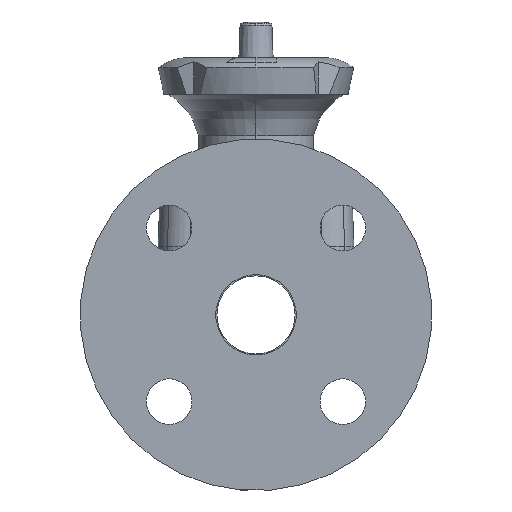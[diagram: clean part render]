
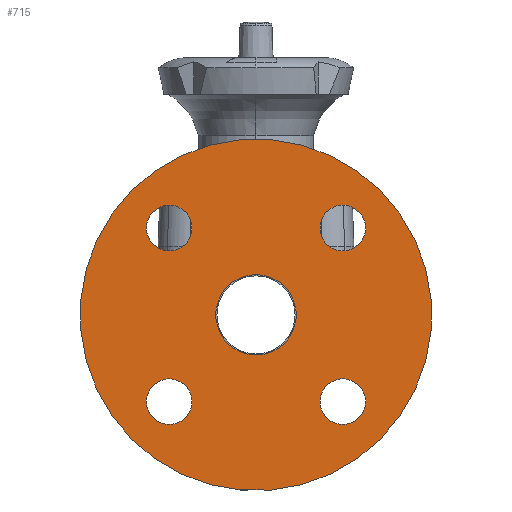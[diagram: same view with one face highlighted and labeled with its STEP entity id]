
A CAD part, left-side view. The second image highlights one B-rep face of the part: STEP entity #715.
In plain terms, the highlighted planar face has unit normal (-1, 0, 0).
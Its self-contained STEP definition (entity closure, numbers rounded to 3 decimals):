
#715=ADVANCED_FACE('',(#1417,#1418,#1419,#1420,#1421,#1422),#1423,.T.);
#1417=FACE_OUTER_BOUND('',#3285,.T.);
#1418=FACE_BOUND('',#3286,.T.);
#1419=FACE_BOUND('',#3287,.T.);
#1420=FACE_BOUND('',#3288,.T.);
#1421=FACE_BOUND('',#3289,.T.);
#1422=FACE_BOUND('',#3290,.T.);
#1423=PLANE('',#3291);
#3285=EDGE_LOOP('',(#5114,#5115));
#3286=EDGE_LOOP('',(#5116,#5117));
#3287=EDGE_LOOP('',(#5118,#5119));
#3288=EDGE_LOOP('',(#5120,#5121));
#3289=EDGE_LOOP('',(#5122,#5123));
#3290=EDGE_LOOP('',(#5124,#5125));
#3291=AXIS2_PLACEMENT_3D('',#5126,#5127,#5128);
#5114=ORIENTED_EDGE('',*,*,#5839,.T.);
#5115=ORIENTED_EDGE('',*,*,#5894,.T.);
#5116=ORIENTED_EDGE('',*,*,#5877,.T.);
#5117=ORIENTED_EDGE('',*,*,#5864,.T.);
#5118=ORIENTED_EDGE('',*,*,#5880,.T.);
#5119=ORIENTED_EDGE('',*,*,#5859,.T.);
#5120=ORIENTED_EDGE('',*,*,#5883,.T.);
#5121=ORIENTED_EDGE('',*,*,#5854,.T.);
#5122=ORIENTED_EDGE('',*,*,#5886,.T.);
#5123=ORIENTED_EDGE('',*,*,#5849,.T.);
#5124=ORIENTED_EDGE('',*,*,#5832,.F.);
#5125=ORIENTED_EDGE('',*,*,#5896,.F.);
#5126=CARTESIAN_POINT('',(-90.25,-11.632,-11.632));
#5127=DIRECTION('',(-1.0,0.0,0.0));
#5128=DIRECTION('',(0.0,-0.707,0.707));
#5832=EDGE_CURVE('',#6896,#6899,#6900,.T.);
#5839=EDGE_CURVE('',#6906,#6910,#6912,.T.);
#5849=EDGE_CURVE('',#6924,#6928,#6930,.T.);
#5854=EDGE_CURVE('',#6933,#6937,#6939,.T.);
#5859=EDGE_CURVE('',#6942,#6946,#6948,.T.);
#5864=EDGE_CURVE('',#6951,#6955,#6957,.T.);
#5877=EDGE_CURVE('',#6955,#6951,#6975,.T.);
#5880=EDGE_CURVE('',#6946,#6942,#6978,.T.);
#5883=EDGE_CURVE('',#6937,#6933,#6981,.T.);
#5886=EDGE_CURVE('',#6928,#6924,#6984,.T.);
#5894=EDGE_CURVE('',#6910,#6906,#6992,.T.);
#5896=EDGE_CURVE('',#6899,#6896,#6994,.T.);
#6896=VERTEX_POINT('',#8798);
#6899=VERTEX_POINT('',#8802);
#6900=CIRCLE('',#8803,16.45);
#6906=VERTEX_POINT('',#8810);
#6910=VERTEX_POINT('',#8815);
#6912=CIRCLE('',#8818,72.0);
#6924=VERTEX_POINT('',#8832);
#6928=VERTEX_POINT('',#8837);
#6930=CIRCLE('',#8840,9.35);
#6933=VERTEX_POINT('',#8843);
#6937=VERTEX_POINT('',#8848);
#6939=CIRCLE('',#8851,9.35);
#6942=VERTEX_POINT('',#8854);
#6946=VERTEX_POINT('',#8859);
#6948=CIRCLE('',#8862,9.35);
#6951=VERTEX_POINT('',#8865);
#6955=VERTEX_POINT('',#8870);
#6957=CIRCLE('',#8873,9.35);
#6975=CIRCLE('',#8893,9.35);
#6978=CIRCLE('',#8896,9.35);
#6981=CIRCLE('',#8899,9.35);
#6984=CIRCLE('',#8902,9.35);
#6992=CIRCLE('',#8910,72.0);
#6994=CIRCLE('',#8912,16.45);
#8798=CARTESIAN_POINT('',(-90.25,-11.632,-11.632));
#8802=CARTESIAN_POINT('',(-90.25,11.632,11.632));
#8803=AXIS2_PLACEMENT_3D('',#9785,#9786,#9787);
#8810=CARTESIAN_POINT('',(-90.25,-50.912,-50.912));
#8815=CARTESIAN_POINT('',(-90.25,50.912,50.912));
#8818=AXIS2_PLACEMENT_3D('',#9797,#9798,#9799);
#8832=CARTESIAN_POINT('',(-90.25,42.179,-42.179));
#8837=CARTESIAN_POINT('',(-90.25,28.956,-28.956));
#8840=AXIS2_PLACEMENT_3D('',#9813,#9814,#9815);
#8843=CARTESIAN_POINT('',(-90.25,-42.179,-42.179));
#8848=CARTESIAN_POINT('',(-90.25,-28.956,-28.956));
#8851=AXIS2_PLACEMENT_3D('',#9821,#9822,#9823);
#8854=CARTESIAN_POINT('',(-90.25,-42.179,42.179));
#8859=CARTESIAN_POINT('',(-90.25,-28.956,28.956));
#8862=AXIS2_PLACEMENT_3D('',#9829,#9830,#9831);
#8865=CARTESIAN_POINT('',(-90.25,42.179,42.179));
#8870=CARTESIAN_POINT('',(-90.25,28.956,28.956));
#8873=AXIS2_PLACEMENT_3D('',#9837,#9838,#9839);
#8893=AXIS2_PLACEMENT_3D('',#9860,#9861,#9862);
#8896=AXIS2_PLACEMENT_3D('',#9866,#9867,#9868);
#8899=AXIS2_PLACEMENT_3D('',#9872,#9873,#9874);
#8902=AXIS2_PLACEMENT_3D('',#9878,#9879,#9880);
#8910=AXIS2_PLACEMENT_3D('',#9893,#9894,#9895);
#8912=AXIS2_PLACEMENT_3D('',#9896,#9897,#9898);
#9785=CARTESIAN_POINT('',(-90.25,0.0,0.0));
#9786=DIRECTION('',(-1.0,0.0,0.0));
#9787=DIRECTION('',(0.0,-0.707,0.707));
#9797=CARTESIAN_POINT('',(-90.25,0.0,0.0));
#9798=DIRECTION('',(-1.0,0.0,0.0));
#9799=DIRECTION('',(0.0,-0.707,0.707));
#9813=CARTESIAN_POINT('',(-90.25,35.567,-35.567));
#9814=DIRECTION('',(1.0,0.0,0.0));
#9815=DIRECTION('',(0.0,0.707,-0.707));
#9821=CARTESIAN_POINT('',(-90.25,-35.567,-35.567));
#9822=DIRECTION('',(1.0,0.0,0.0));
#9823=DIRECTION('',(0.0,-0.707,-0.707));
#9829=CARTESIAN_POINT('',(-90.25,-35.567,35.567));
#9830=DIRECTION('',(1.0,0.0,0.0));
#9831=DIRECTION('',(0.0,-0.707,0.707));
#9837=CARTESIAN_POINT('',(-90.25,35.567,35.567));
#9838=DIRECTION('',(1.0,0.0,-0.0));
#9839=DIRECTION('',(0.0,0.707,0.707));
#9860=CARTESIAN_POINT('',(-90.25,35.567,35.567));
#9861=DIRECTION('',(1.0,0.0,-0.0));
#9862=DIRECTION('',(0.0,0.707,0.707));
#9866=CARTESIAN_POINT('',(-90.25,-35.567,35.567));
#9867=DIRECTION('',(1.0,0.0,0.0));
#9868=DIRECTION('',(0.0,-0.707,0.707));
#9872=CARTESIAN_POINT('',(-90.25,-35.567,-35.567));
#9873=DIRECTION('',(1.0,0.0,0.0));
#9874=DIRECTION('',(0.0,-0.707,-0.707));
#9878=CARTESIAN_POINT('',(-90.25,35.567,-35.567));
#9879=DIRECTION('',(1.0,0.0,0.0));
#9880=DIRECTION('',(0.0,0.707,-0.707));
#9893=CARTESIAN_POINT('',(-90.25,0.0,0.0));
#9894=DIRECTION('',(-1.0,0.0,0.0));
#9895=DIRECTION('',(0.0,-0.707,0.707));
#9896=CARTESIAN_POINT('',(-90.25,0.0,0.0));
#9897=DIRECTION('',(-1.0,0.0,0.0));
#9898=DIRECTION('',(0.0,-0.707,0.707));
